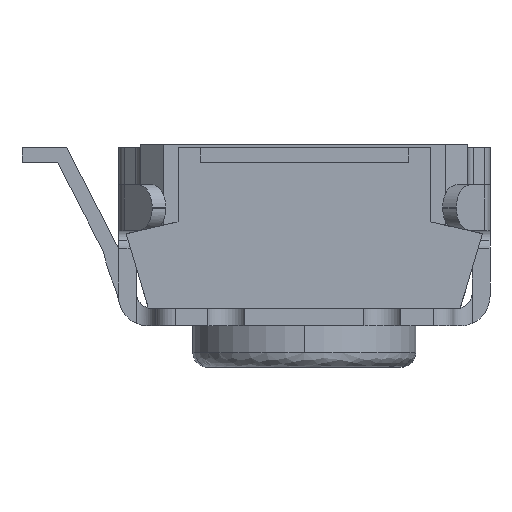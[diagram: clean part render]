
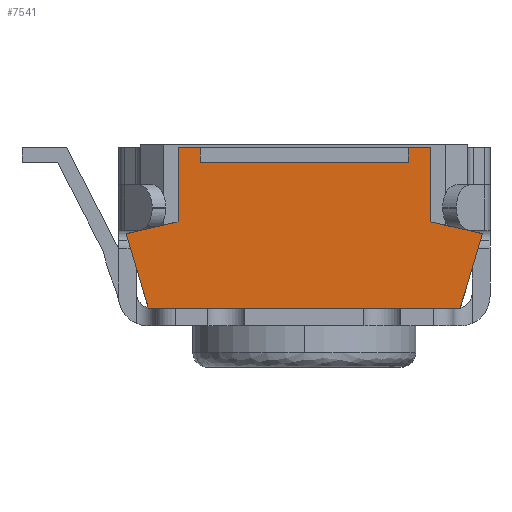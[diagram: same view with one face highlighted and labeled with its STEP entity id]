
A CAD part, left-side view. The second image highlights one B-rep face of the part: STEP entity #7541.
In plain terms, the highlighted planar face has unit normal (-1, 0, 0).
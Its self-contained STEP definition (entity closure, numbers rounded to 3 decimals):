
#68 = EDGE_CURVE ( 'NONE', #6095, #7598, #2851, .T. ) ;
#454 = VERTEX_POINT ( 'NONE', #1240 ) ;
#601 = DIRECTION ( 'NONE',  ( 0., 0., -1. ) ) ;
#673 = CARTESIAN_POINT ( 'NONE',  ( -9.98, -0.095, 0.153 ) ) ;
#734 = CARTESIAN_POINT ( 'NONE',  ( -9.98, 0.605, -0.287 ) ) ;
#785 = LINE ( 'NONE', #673, #3874 ) ;
#928 = CARTESIAN_POINT ( 'NONE',  ( -9.98, -0.795, 0.253 ) ) ;
#981 = CARTESIAN_POINT ( 'NONE',  ( -9.98, -1.295, -0.327 ) ) ;
#987 = CARTESIAN_POINT ( 'NONE',  ( -9.98, -0.095, 0.253 ) ) ;
#1021 = CARTESIAN_POINT ( 'NONE',  ( -9.98, 0.755, -0.247 ) ) ;
#1059 = VERTEX_POINT ( 'NONE', #3584 ) ;
#1240 = CARTESIAN_POINT ( 'NONE',  ( -9.98, 0.755, 0.253 ) ) ;
#1289 = LINE ( 'NONE', #734, #7627 ) ;
#1318 = ORIENTED_EDGE ( 'NONE', *, *, #5403, .T. ) ;
#1363 = LINE ( 'NONE', #6191, #2520 ) ;
#1491 = VECTOR ( 'NONE', #2168, 1000. ) ;
#1508 = PLANE ( 'NONE',  #7144 ) ;
#1584 = EDGE_LOOP ( 'NONE', ( #6087, #4140, #4141, #3450, #2155, #1709, #1602, #1318, #2822, #6142, #2421, #2715 ) ) ;
#1602 = ORIENTED_EDGE ( 'NONE', *, *, #6545, .T. ) ;
#1641 = VECTOR ( 'NONE', #3355, 1000. ) ;
#1647 = CARTESIAN_POINT ( 'NONE',  ( -9.98, -0.795, 0.153 ) ) ;
#1709 = ORIENTED_EDGE ( 'NONE', *, *, #3042, .T. ) ;
#1808 = EDGE_CURVE ( 'NONE', #4228, #6943, #7426, .T. ) ;
#1842 = VECTOR ( 'NONE', #4650, 1000. ) ;
#1993 = CARTESIAN_POINT ( 'NONE',  ( -9.98, -0.945, 0.253 ) ) ;
#2155 = ORIENTED_EDGE ( 'NONE', *, *, #7015, .T. ) ;
#2168 = DIRECTION ( 'NONE',  ( 0., -0.287, 0.958 ) ) ;
#2383 = DIRECTION ( 'NONE',  ( 0., 0., 1. ) ) ;
#2393 = VECTOR ( 'NONE', #2417, 1000. ) ;
#2397 = VECTOR ( 'NONE', #601, 1000. ) ;
#2417 = DIRECTION ( 'NONE',  ( 0., 1., 0. ) ) ;
#2421 = ORIENTED_EDGE ( 'NONE', *, *, #2972, .T. ) ;
#2520 = VECTOR ( 'NONE', #3219, 1000. ) ;
#2648 = VECTOR ( 'NONE', #7025, 1000. ) ;
#2715 = ORIENTED_EDGE ( 'NONE', *, *, #5355, .T. ) ;
#2751 = DIRECTION ( 'NONE',  ( 0., 0., -1. ) ) ;
#2822 = ORIENTED_EDGE ( 'NONE', *, *, #68, .T. ) ;
#2851 = LINE ( 'NONE', #5815, #1842 ) ;
#2899 = LINE ( 'NONE', #1021, #1641 ) ;
#2938 = DIRECTION ( 'NONE',  ( 0., 0.975, 0.223 ) ) ;
#2972 = EDGE_CURVE ( 'NONE', #3588, #6020, #3288, .T. ) ;
#3042 = EDGE_CURVE ( 'NONE', #4079, #454, #3915, .T. ) ;
#3044 = DIRECTION ( 'NONE',  ( 0., 1., 0. ) ) ;
#3174 = CARTESIAN_POINT ( 'NONE',  ( -9.98, 0.955, -0.827 ) ) ;
#3219 = DIRECTION ( 'NONE',  ( 0., 0., 1. ) ) ;
#3288 = LINE ( 'NONE', #6326, #1491 ) ;
#3325 = DIRECTION ( 'NONE',  ( 0., 1., 0. ) ) ;
#3355 = DIRECTION ( 'NONE',  ( 0., 0.975, -0.223 ) ) ;
#3431 = CARTESIAN_POINT ( 'NONE',  ( -9.98, -1.145, -0.827 ) ) ;
#3434 = CARTESIAN_POINT ( 'NONE',  ( -9.98, 0.755, -0.287 ) ) ;
#3450 = ORIENTED_EDGE ( 'NONE', *, *, #3719, .T. ) ;
#3552 = LINE ( 'NONE', #7244, #2393 ) ;
#3584 = CARTESIAN_POINT ( 'NONE',  ( -9.98, 0.605, 0.153 ) ) ;
#3588 = VERTEX_POINT ( 'NONE', #3431 ) ;
#3719 = EDGE_CURVE ( 'NONE', #6943, #1059, #785, .T. ) ;
#3765 = DIRECTION ( 'NONE',  ( 0., -1., 0. ) ) ;
#3823 = VERTEX_POINT ( 'NONE', #4479 ) ;
#3874 = VECTOR ( 'NONE', #3044, 1000. ) ;
#3884 = DIRECTION ( 'NONE',  ( -1., 0., 0. ) ) ;
#3915 = LINE ( 'NONE', #987, #4353 ) ;
#3975 = CARTESIAN_POINT ( 'NONE',  ( -9.98, -0.095, -0.827 ) ) ;
#4043 = CARTESIAN_POINT ( 'NONE',  ( -9.98, 1.105, -0.327 ) ) ;
#4079 = VERTEX_POINT ( 'NONE', #5926 ) ;
#4140 = ORIENTED_EDGE ( 'NONE', *, *, #5896, .T. ) ;
#4141 = ORIENTED_EDGE ( 'NONE', *, *, #1808, .T. ) ;
#4228 = VERTEX_POINT ( 'NONE', #928 ) ;
#4353 = VECTOR ( 'NONE', #3325, 1000. ) ;
#4479 = CARTESIAN_POINT ( 'NONE',  ( -9.98, -0.945, -0.247 ) ) ;
#4650 = DIRECTION ( 'NONE',  ( 0., -0.287, -0.958 ) ) ;
#4901 = CARTESIAN_POINT ( 'NONE',  ( -9.98, 0.755, -0.247 ) ) ;
#5018 = CARTESIAN_POINT ( 'NONE',  ( -9.98, -0.095, -0.287 ) ) ;
#5238 = VECTOR ( 'NONE', #2938, 1000. ) ;
#5306 = LINE ( 'NONE', #3975, #2648 ) ;
#5355 = EDGE_CURVE ( 'NONE', #6020, #3823, #7108, .T. ) ;
#5403 = EDGE_CURVE ( 'NONE', #6361, #6095, #2899, .T. ) ;
#5669 = VERTEX_POINT ( 'NONE', #1993 ) ;
#5815 = CARTESIAN_POINT ( 'NONE',  ( -9.98, 1.105, -0.327 ) ) ;
#5896 = EDGE_CURVE ( 'NONE', #5669, #4228, #3552, .T. ) ;
#5926 = CARTESIAN_POINT ( 'NONE',  ( -9.98, 0.605, 0.253 ) ) ;
#5944 = LINE ( 'NONE', #3434, #2397 ) ;
#6020 = VERTEX_POINT ( 'NONE', #6814 ) ;
#6087 = ORIENTED_EDGE ( 'NONE', *, *, #7283, .T. ) ;
#6095 = VERTEX_POINT ( 'NONE', #4043 ) ;
#6142 = ORIENTED_EDGE ( 'NONE', *, *, #6933, .T. ) ;
#6191 = CARTESIAN_POINT ( 'NONE',  ( -9.98, -0.945, -0.287 ) ) ;
#6325 = VECTOR ( 'NONE', #2751, 1000. ) ;
#6326 = CARTESIAN_POINT ( 'NONE',  ( -9.98, -1.145, -0.827 ) ) ;
#6361 = VERTEX_POINT ( 'NONE', #4901 ) ;
#6545 = EDGE_CURVE ( 'NONE', #454, #6361, #5944, .T. ) ;
#6814 = CARTESIAN_POINT ( 'NONE',  ( -9.98, -1.295, -0.327 ) ) ;
#6842 = FACE_OUTER_BOUND ( 'NONE', #1584, .T. ) ;
#6933 = EDGE_CURVE ( 'NONE', #7598, #3588, #5306, .T. ) ;
#6943 = VERTEX_POINT ( 'NONE', #1647 ) ;
#6956 = CARTESIAN_POINT ( 'NONE',  ( -9.98, -0.795, -0.287 ) ) ;
#7015 = EDGE_CURVE ( 'NONE', #1059, #4079, #1289, .T. ) ;
#7025 = DIRECTION ( 'NONE',  ( 0., -1., 0. ) ) ;
#7108 = LINE ( 'NONE', #981, #5238 ) ;
#7144 = AXIS2_PLACEMENT_3D ( 'NONE', #5018, #3884, #3765 ) ;
#7244 = CARTESIAN_POINT ( 'NONE',  ( -9.98, -0.095, 0.253 ) ) ;
#7283 = EDGE_CURVE ( 'NONE', #3823, #5669, #1363, .T. ) ;
#7426 = LINE ( 'NONE', #6956, #6325 ) ;
#7541 = ADVANCED_FACE ( 'NONE', ( #6842 ), #1508, .T. ) ;
#7598 = VERTEX_POINT ( 'NONE', #3174 ) ;
#7627 = VECTOR ( 'NONE', #2383, 1000. ) ;
